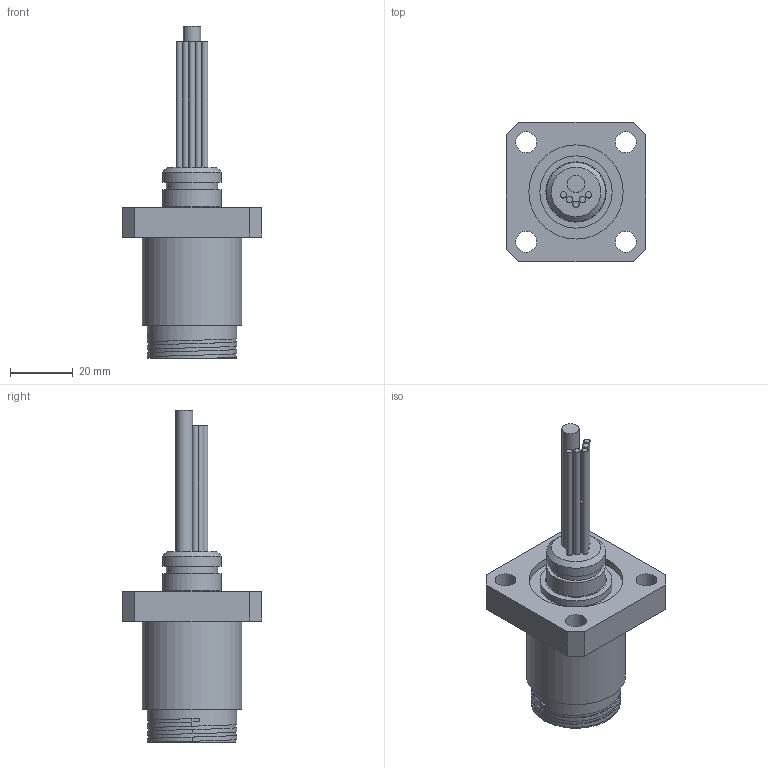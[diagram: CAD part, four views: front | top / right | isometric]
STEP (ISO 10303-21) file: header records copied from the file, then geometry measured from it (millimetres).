
FILE_DESCRIPTION(/* description */ (''),/* implementation_level */ '2;1');
FILE_NAME(/* name */ 'DFCR2013F.stp',/* time_stamp */ '2017-09-29T13:19:38+02:00',/* author */ ('sh'),/* organization */ (''),/* preprocessor_version */ 'ST-DEVELOPER v16.5',/* originating_system */ 'Autodesk Inventor 2017',/* authorisation */ '');
FILE_SCHEMA (('AUTOMOTIVE_DESIGN { 1 0 10303 214 3 1 1 }'));
Length unit declared in the file: millimetre
Products named in the file (1): DFCR2013F
Bounding box: 44.5 x 44.5 x 105.7 mm (x, y, z)
Volume: 40209.5 mm3; surface area: 20626.4 mm2
Topology: 2 solids, 2 shells, 377 faces, 964 edges, 640 vertices
Faces by surface type: plane 185, bspline 153, cylinder 36, cone 2, torus 1
Full cylindrical faces by diameter (mm): 2 x5, 3 x13, 5.5 x1, 6.7 x4, 16.4 x1, 18.8 x2, 23 x2, 25 x1, 28.6 x3, 30 x1, 31.6 x1
Entity records: 13011 total; most frequent: CARTESIAN_POINT 4891, ORIENTED_EDGE 1844, DIRECTION 1130, EDGE_CURVE 922, VERTEX_POINT 635, LINE 548, VECTOR 548, EDGE_LOOP 465
